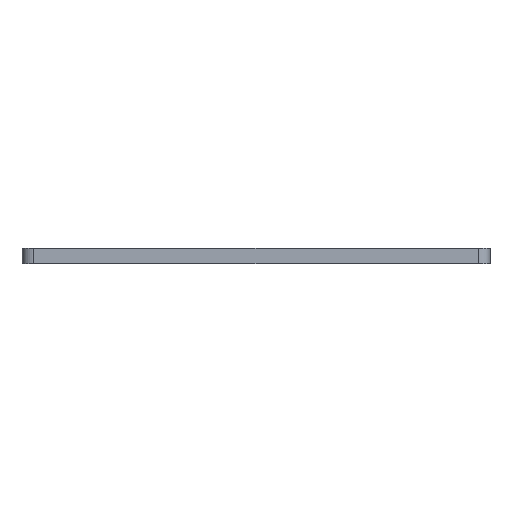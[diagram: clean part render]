
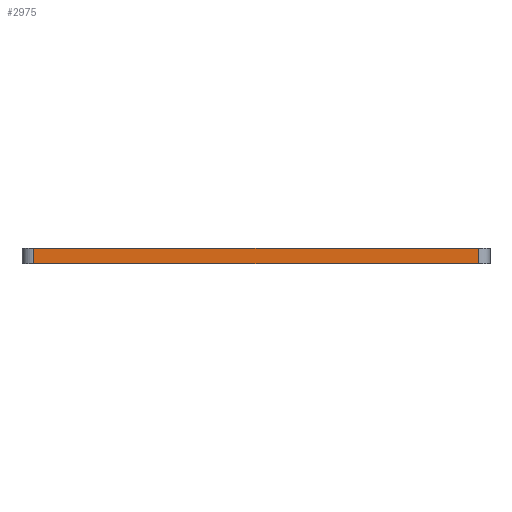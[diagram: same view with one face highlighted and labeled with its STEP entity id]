
A CAD part, left-side view. The second image highlights one B-rep face of the part: STEP entity #2975.
In plain terms, the highlighted planar face has unit normal (-1, 0, 0).
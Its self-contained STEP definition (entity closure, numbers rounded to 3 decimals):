
#88=DIRECTION('',(0.,-1.,0.));
#89=VECTOR('',#88,55.596);
#90=CARTESIAN_POINT('',(-1.687,55.356,20.));
#91=LINE('',#90,#89);
#811=DIRECTION('',(0.,-1.,0.));
#812=VECTOR('',#811,55.596);
#813=CARTESIAN_POINT('',(-1.687,55.356,22.));
#814=LINE('',#813,#812);
#1442=DIRECTION('',(0.,0.,1.));
#1443=VECTOR('',#1442,2.);
#1444=CARTESIAN_POINT('',(-1.687,-0.24,20.));
#1445=LINE('',#1444,#1443);
#1449=DIRECTION('',(0.,0.,1.));
#1450=VECTOR('',#1449,2.);
#1451=CARTESIAN_POINT('',(-1.687,55.356,20.));
#1452=LINE('',#1451,#1450);
#2233=CARTESIAN_POINT('',(-1.687,55.356,20.));
#2235=VERTEX_POINT('',#2233);
#2236=CARTESIAN_POINT('',(-1.687,-0.24,20.));
#2237=VERTEX_POINT('',#2236);
#2249=CARTESIAN_POINT('',(-1.687,55.356,22.));
#2251=VERTEX_POINT('',#2249);
#2252=CARTESIAN_POINT('',(-1.687,-0.24,22.));
#2253=VERTEX_POINT('',#2252);
#2964=CARTESIAN_POINT('',(-1.687,55.356,20.));
#2965=DIRECTION('',(-1.,0.,0.));
#2966=DIRECTION('',(0.,-1.,0.));
#2967=AXIS2_PLACEMENT_3D('',#2964,#2965,#2966);
#2968=PLANE('',#2967);
#2969=ORIENTED_EDGE('',*,*,#2319,.F.);
#2970=ORIENTED_EDGE('',*,*,#2881,.T.);
#2971=ORIENTED_EDGE('',*,*,#2587,.T.);
#2972=ORIENTED_EDGE('',*,*,#2957,.F.);
#2973=EDGE_LOOP('',(#2969,#2970,#2971,#2972));
#2974=FACE_OUTER_BOUND('',#2973,.F.);
#2319=EDGE_CURVE('',#2235,#2237,#91,.T.);
#2587=EDGE_CURVE('',#2251,#2253,#814,.T.);
#2881=EDGE_CURVE('',#2235,#2251,#1452,.T.);
#2957=EDGE_CURVE('',#2237,#2253,#1445,.T.);
#2975=ADVANCED_FACE('',(#2974),#2968,.T.);
